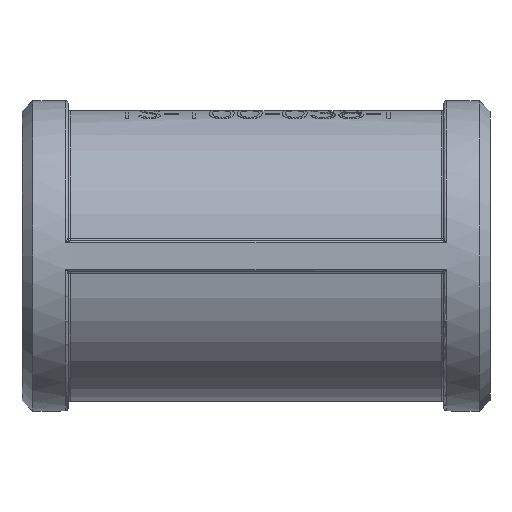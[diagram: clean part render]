
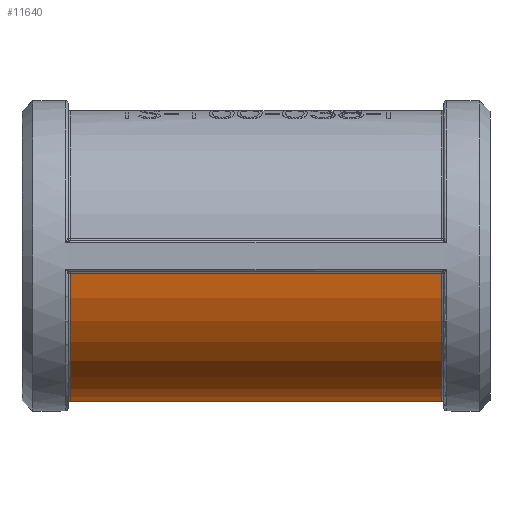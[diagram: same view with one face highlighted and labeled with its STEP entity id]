
A CAD part, front view. The second image highlights one B-rep face of the part: STEP entity #11640.
In plain terms, the highlighted cylindrical face has radius 19 mm (diameter 38 mm), a partial arc.
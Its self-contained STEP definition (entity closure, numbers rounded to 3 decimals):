
#62 = VERTEX_POINT ( 'NONE', #161 ) ;
#63 = VERTEX_POINT ( 'NONE', #150 ) ;
#66 = VERTEX_POINT ( 'NONE', #116 ) ;
#74 = VERTEX_POINT ( 'NONE', #118 ) ;
#76 = VERTEX_POINT ( 'NONE', #155 ) ;
#81 = VERTEX_POINT ( 'NONE', #151 ) ;
#87 = VERTEX_POINT ( 'NONE', #149 ) ;
#116 = CARTESIAN_POINT ( 'NONE',  ( -13.984, 18.865, -2.264 ) ) ;
#118 = CARTESIAN_POINT ( 'NONE',  ( 13.984, 18.865, -2.264 ) ) ;
#149 = CARTESIAN_POINT ( 'NONE',  ( -24.2, 18.865, -2.264 ) ) ;
#150 = CARTESIAN_POINT ( 'NONE',  ( 24.2, -18.865, -2.264 ) ) ;
#151 = CARTESIAN_POINT ( 'NONE',  ( -24.2, -18.865, -2.264 ) ) ;
#155 = CARTESIAN_POINT ( 'NONE',  ( 24.2, 18.865, -2.264 ) ) ;
#161 = CARTESIAN_POINT ( 'NONE',  ( 0., 14.914, -11.772 ) ) ;
#5089 = ORIENTED_EDGE ( 'NONE', *, *, #13029, .F. ) ;
#5094 = ORIENTED_EDGE ( 'NONE', *, *, #12936, .F. ) ;
#5101 = ORIENTED_EDGE ( 'NONE', *, *, #12879, .F. ) ;
#5126 = ORIENTED_EDGE ( 'NONE', *, *, #13053, .F. ) ;
#5134 = ORIENTED_EDGE ( 'NONE', *, *, #12987, .F. ) ;
#5137 = ORIENTED_EDGE ( 'NONE', *, *, #12896, .F. ) ;
#5142 = ORIENTED_EDGE ( 'NONE', *, *, #12990, .F. ) ;
#6085 = EDGE_LOOP ( 'NONE', ( #5126, #5089, #5134, #5094, #5142, #5101, #5137 ) ) ;
#7435 = B_SPLINE_CURVE_WITH_KNOTS ( 'NONE', 3,
 ( #21636, #21647, #21640, #21654, #21658, #21642, #21620 ),
 .UNSPECIFIED., .F., .F.,
 ( 4, 1, 1, 1, 4 ),
 ( 0., 0.286, 0.429, 0.714, 1. ),
 .UNSPECIFIED. ) ;
#7437 = B_SPLINE_CURVE_WITH_KNOTS ( 'NONE', 3,
 ( #22616, #21567, #21557, #21531, #21568, #21550, #21525 ),
 .UNSPECIFIED., .F., .F.,
 ( 4, 1, 1, 1, 4 ),
 ( 0., 0.286, 0.571, 0.714, 1. ),
 .UNSPECIFIED. ) ;
#11640 = ADVANCED_FACE ( 'NONE', ( #28594 ), #28861, .T. ) ;
#12879 = EDGE_CURVE ( 'NONE', #74, #62, #7437, .T. ) ;
#12896 = EDGE_CURVE ( 'NONE', #76, #74, #21564, .T. ) ;
#12936 = EDGE_CURVE ( 'NONE', #66, #87, #21536, .T. ) ;
#12987 = EDGE_CURVE ( 'NONE', #87, #81, #20112, .T. ) ;
#12990 = EDGE_CURVE ( 'NONE', #62, #66, #7435, .T. ) ;
#13029 = EDGE_CURVE ( 'NONE', #81, #63, #21726, .T. ) ;
#13053 = EDGE_CURVE ( 'NONE', #63, #76, #20113, .T. ) ;
#20066 = VECTOR ( 'NONE', #21530, 1000. ) ;
#20076 = VECTOR ( 'NONE', #21608, 1000. ) ;
#20112 = CIRCLE ( 'NONE', #20120, 19. ) ;
#20113 = CIRCLE ( 'NONE', #20121, 19. ) ;
#20120 = AXIS2_PLACEMENT_3D ( 'NONE', #21634, #21635, #21664 ) ;
#20121 = AXIS2_PLACEMENT_3D ( 'NONE', #21776, #21812, #21790 ) ;
#20144 = VECTOR ( 'NONE', #21721, 1000. ) ;
#21525 = CARTESIAN_POINT ( 'NONE',  ( 0., 14.914, -11.772 ) ) ;
#21530 = DIRECTION ( 'NONE',  ( -1., 0., 0. ) ) ;
#21531 = CARTESIAN_POINT ( 'NONE',  ( 8.853, 16.542, -9.436 ) ) ;
#21536 = LINE ( 'NONE', #21606, #20076 ) ;
#21550 = CARTESIAN_POINT ( 'NONE',  ( 1.931, 14.914, -11.772 ) ) ;
#21557 = CARTESIAN_POINT ( 'NONE',  ( 12.119, 17.922, -6.741 ) ) ;
#21564 = LINE ( 'NONE', #21566, #20066 ) ;
#21566 = CARTESIAN_POINT ( 'NONE',  ( 0., 18.865, -2.264 ) ) ;
#21567 = CARTESIAN_POINT ( 'NONE',  ( 13.615, 18.678, -3.819 ) ) ;
#21568 = CARTESIAN_POINT ( 'NONE',  ( 4.801, 15.33, -11.271 ) ) ;
#21606 = CARTESIAN_POINT ( 'NONE',  ( 0., 18.865, -2.264 ) ) ;
#21608 = DIRECTION ( 'NONE',  ( -1., 0., 0. ) ) ;
#21620 = CARTESIAN_POINT ( 'NONE',  ( -13.984, 18.865, -2.264 ) ) ;
#21634 = CARTESIAN_POINT ( 'NONE',  ( -24.2, 0., 0. ) ) ;
#21635 = DIRECTION ( 'NONE',  ( -1., 0., 0. ) ) ;
#21636 = CARTESIAN_POINT ( 'NONE',  ( 0., 14.914, -11.772 ) ) ;
#21640 = CARTESIAN_POINT ( 'NONE',  ( -4.802, 15.33, -11.271 ) ) ;
#21642 = CARTESIAN_POINT ( 'NONE',  ( -13.615, 18.678, -3.819 ) ) ;
#21647 = CARTESIAN_POINT ( 'NONE',  ( -1.931, 14.914, -11.772 ) ) ;
#21654 = CARTESIAN_POINT ( 'NONE',  ( -8.852, 16.542, -9.436 ) ) ;
#21658 = CARTESIAN_POINT ( 'NONE',  ( -12.119, 17.922, -6.741 ) ) ;
#21664 = DIRECTION ( 'NONE',  ( 0., 0., -1. ) ) ;
#21721 = DIRECTION ( 'NONE',  ( 1., 0., 0. ) ) ;
#21726 = LINE ( 'NONE', #21750, #20144 ) ;
#21750 = CARTESIAN_POINT ( 'NONE',  ( 0., -18.865, -2.264 ) ) ;
#21776 = CARTESIAN_POINT ( 'NONE',  ( 24.2, 0., 0. ) ) ;
#21790 = DIRECTION ( 'NONE',  ( 0., 0., -1. ) ) ;
#21812 = DIRECTION ( 'NONE',  ( 1., 0., 0. ) ) ;
#22616 = CARTESIAN_POINT ( 'NONE',  ( 13.984, 18.865, -2.264 ) ) ;
#26306 = AXIS2_PLACEMENT_3D ( 'NONE', #28876, #28951, #28960 ) ;
#28594 = FACE_OUTER_BOUND ( 'NONE', #6085, .T. ) ;
#28861 = CYLINDRICAL_SURFACE ( 'NONE', #26306, 19. ) ;
#28876 = CARTESIAN_POINT ( 'NONE',  ( 0., 0., 0. ) ) ;
#28951 = DIRECTION ( 'NONE',  ( 1., 0., 0. ) ) ;
#28960 = DIRECTION ( 'NONE',  ( 0., -1., 0. ) ) ;
